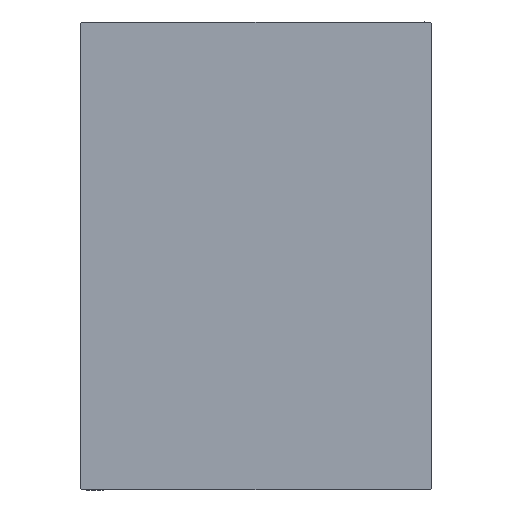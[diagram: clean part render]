
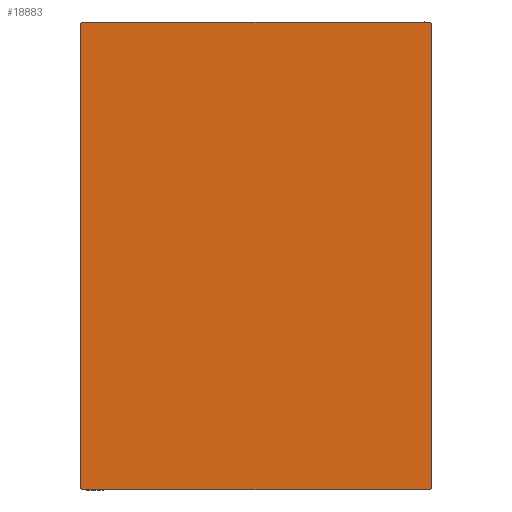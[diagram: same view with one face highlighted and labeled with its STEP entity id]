
A CAD part, left-side view. The second image highlights one B-rep face of the part: STEP entity #18883.
In plain terms, the highlighted face is planar.
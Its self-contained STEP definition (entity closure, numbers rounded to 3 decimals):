
#880 = CARTESIAN_POINT ( 'NONE',  ( 98., 0., 0. ) ) ;
#933 = LINE ( 'NONE', #10387, #5875 ) ;
#947 = DIRECTION ( 'NONE',  ( 0., -1., 0. ) ) ;
#5466 = DIRECTION ( 'NONE',  ( 0., -0.707, -0.707 ) ) ;
#5790 = LINE ( 'NONE', #29330, #7865 ) ;
#5875 = VECTOR ( 'NONE', #27541, 1000. ) ;
#6131 = EDGE_CURVE ( 'NONE', #19349, #9813, #26286, .T. ) ;
#6368 = DIRECTION ( 'NONE',  ( 0., 0., -1. ) ) ;
#6718 = VERTEX_POINT ( 'NONE', #33800 ) ;
#7865 = VECTOR ( 'NONE', #42742, 1000. ) ;
#8914 = CARTESIAN_POINT ( 'NONE',  ( 98., 43.6, -43.6 ) ) ;
#8946 = CARTESIAN_POINT ( 'NONE',  ( 98., 37.5, -49.7 ) ) ;
#9568 = DIRECTION ( 'NONE',  ( 0., 0., 1. ) ) ;
#9813 = VERTEX_POINT ( 'NONE', #34754 ) ;
#10387 = CARTESIAN_POINT ( 'NONE',  ( 98., -43.6, -43.6 ) ) ;
#10547 = DIRECTION ( 'NONE',  ( 0., 0., -1. ) ) ;
#12528 = ORIENTED_EDGE ( 'NONE', *, *, #23118, .T. ) ;
#12538 = EDGE_CURVE ( 'NONE', #37829, #18463, #25710, .T. ) ;
#12552 = LINE ( 'NONE', #39389, #19303 ) ;
#12573 = VERTEX_POINT ( 'NONE', #23481 ) ;
#12647 = VECTOR ( 'NONE', #5466, 1000. ) ;
#12874 = CARTESIAN_POINT ( 'NONE',  ( 98., 37.5, -50. ) ) ;
#12934 = VERTEX_POINT ( 'NONE', #41451 ) ;
#13197 = LINE ( 'NONE', #16721, #32282 ) ;
#15404 = EDGE_LOOP ( 'NONE', ( #40554, #12528, #34313, #42464, #35892, #34178, #22061, #25951 ) ) ;
#16285 = AXIS2_PLACEMENT_3D ( 'NONE', #880, #40912, #10547 ) ;
#16721 = CARTESIAN_POINT ( 'NONE',  ( 98., -37.5, 50. ) ) ;
#18463 = VERTEX_POINT ( 'NONE', #20389 ) ;
#18883 = ADVANCED_FACE ( 'NONE', ( #38268 ), #41570, .T. ) ;
#19303 = VECTOR ( 'NONE', #22691, 1000. ) ;
#19349 = VERTEX_POINT ( 'NONE', #8946 ) ;
#20389 = CARTESIAN_POINT ( 'NONE',  ( 98., -37.5, 49.7 ) ) ;
#22061 = ORIENTED_EDGE ( 'NONE', *, *, #26589, .T. ) ;
#22334 = CARTESIAN_POINT ( 'NONE',  ( 98., -37.2, -50. ) ) ;
#22605 = VECTOR ( 'NONE', #9568, 1000. ) ;
#22691 = DIRECTION ( 'NONE',  ( 0., -0.707, 0.707 ) ) ;
#23118 = EDGE_CURVE ( 'NONE', #6718, #19349, #25846, .T. ) ;
#23481 = CARTESIAN_POINT ( 'NONE',  ( 98., 37.2, 50. ) ) ;
#23962 = EDGE_CURVE ( 'NONE', #12934, #30144, #933, .T. ) ;
#25710 = LINE ( 'NONE', #35609, #12647 ) ;
#25846 = LINE ( 'NONE', #8914, #29722 ) ;
#25951 = ORIENTED_EDGE ( 'NONE', *, *, #23962, .T. ) ;
#26286 = LINE ( 'NONE', #12874, #22605 ) ;
#26589 = EDGE_CURVE ( 'NONE', #18463, #12934, #13197, .T. ) ;
#26709 = EDGE_CURVE ( 'NONE', #12573, #37829, #30856, .T. ) ;
#27541 = DIRECTION ( 'NONE',  ( 0., 0.707, -0.707 ) ) ;
#27988 = CARTESIAN_POINT ( 'NONE',  ( 98., 37.5, 50. ) ) ;
#29330 = CARTESIAN_POINT ( 'NONE',  ( 98., -37.5, -50. ) ) ;
#29722 = VECTOR ( 'NONE', #39257, 1000. ) ;
#30144 = VERTEX_POINT ( 'NONE', #22334 ) ;
#30856 = LINE ( 'NONE', #27988, #31604 ) ;
#31604 = VECTOR ( 'NONE', #947, 1000. ) ;
#32282 = VECTOR ( 'NONE', #6368, 1000. ) ;
#33800 = CARTESIAN_POINT ( 'NONE',  ( 98., 37.2, -50. ) ) ;
#34178 = ORIENTED_EDGE ( 'NONE', *, *, #12538, .T. ) ;
#34313 = ORIENTED_EDGE ( 'NONE', *, *, #6131, .T. ) ;
#34713 = EDGE_CURVE ( 'NONE', #30144, #6718, #5790, .T. ) ;
#34754 = CARTESIAN_POINT ( 'NONE',  ( 98., 37.5, 49.7 ) ) ;
#35609 = CARTESIAN_POINT ( 'NONE',  ( 98., -43.6, 43.6 ) ) ;
#35892 = ORIENTED_EDGE ( 'NONE', *, *, #26709, .T. ) ;
#37829 = VERTEX_POINT ( 'NONE', #39897 ) ;
#38268 = FACE_OUTER_BOUND ( 'NONE', #15404, .T. ) ;
#39257 = DIRECTION ( 'NONE',  ( 0., 0.707, 0.707 ) ) ;
#39389 = CARTESIAN_POINT ( 'NONE',  ( 98., 43.6, 43.6 ) ) ;
#39897 = CARTESIAN_POINT ( 'NONE',  ( 98., -37.2, 50. ) ) ;
#40554 = ORIENTED_EDGE ( 'NONE', *, *, #34713, .T. ) ;
#40912 = DIRECTION ( 'NONE',  ( 1., 0., 0. ) ) ;
#41451 = CARTESIAN_POINT ( 'NONE',  ( 98., -37.5, -49.7 ) ) ;
#41570 = PLANE ( 'NONE',  #16285 ) ;
#42464 = ORIENTED_EDGE ( 'NONE', *, *, #42579, .T. ) ;
#42579 = EDGE_CURVE ( 'NONE', #9813, #12573, #12552, .T. ) ;
#42742 = DIRECTION ( 'NONE',  ( 0., 1., 0. ) ) ;
